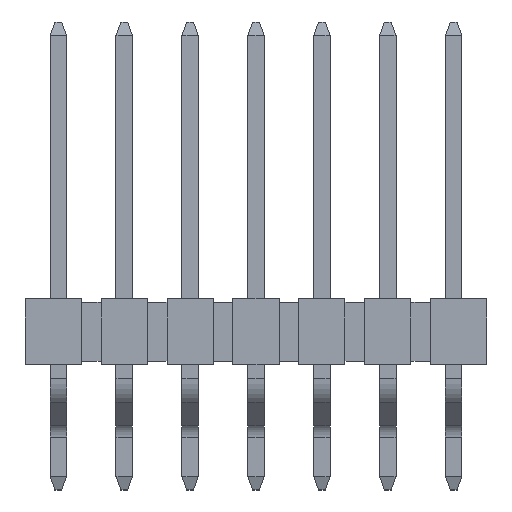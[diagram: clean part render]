
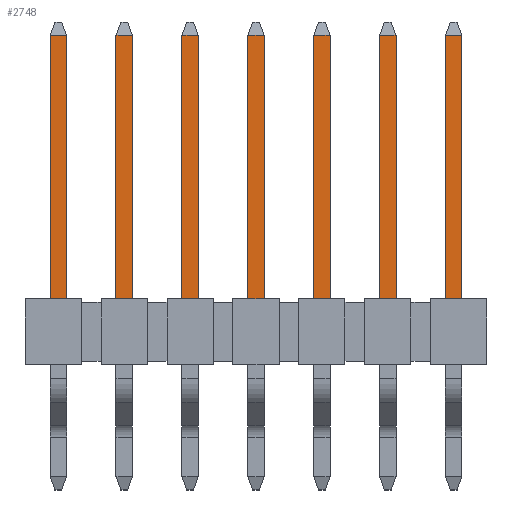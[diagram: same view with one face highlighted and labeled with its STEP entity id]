
A CAD part, top view. The second image highlights one B-rep face of the part: STEP entity #2748.
In plain terms, the highlighted face is planar.
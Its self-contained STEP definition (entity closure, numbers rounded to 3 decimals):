
#2748 = ADVANCED_FACE('',(#2749),#2975,.F.);
#2749 = FACE_BOUND('',#2750,.T.);
#2750 = EDGE_LOOP('',(#2751,#2761,#2769,#2777,#2785,#2793,#2801,#2809,
    #2817,#2825,#2833,#2841,#2849,#2857,#2865,#2873,#2881,#2889,#2897,
    #2905,#2913,#2921,#2929,#2937,#2945,#2953,#2961,#2969));
#2751 = ORIENTED_EDGE('',*,*,#2752,.F.);
#2752 = EDGE_CURVE('',#2753,#2755,#2757,.T.);
#2753 = VERTEX_POINT('',#2754);
#2754 = CARTESIAN_POINT('',(-7.938,6.096,-2.096));
#2755 = VERTEX_POINT('',#2756);
#2756 = CARTESIAN_POINT('',(7.938,6.096,-2.096));
#2757 = LINE('',#2758,#2759);
#2758 = CARTESIAN_POINT('',(7.938,6.096,-2.096));
#2759 = VECTOR('',#2760,1.);
#2760 = DIRECTION('',(1.,0.,0.));
#2761 = ORIENTED_EDGE('',*,*,#2762,.T.);
#2762 = EDGE_CURVE('',#2753,#2763,#2765,.T.);
#2763 = VERTEX_POINT('',#2764);
#2764 = CARTESIAN_POINT('',(-7.938,17.526,-2.096));
#2765 = LINE('',#2766,#2767);
#2766 = CARTESIAN_POINT('',(-7.938,4.282,-2.096));
#2767 = VECTOR('',#2768,1.);
#2768 = DIRECTION('',(0.,1.,0.));
#2769 = ORIENTED_EDGE('',*,*,#2770,.F.);
#2770 = EDGE_CURVE('',#2771,#2763,#2773,.T.);
#2771 = VERTEX_POINT('',#2772);
#2772 = CARTESIAN_POINT('',(-7.303,17.526,-2.096));
#2773 = LINE('',#2774,#2775);
#2774 = CARTESIAN_POINT('',(7.938,17.526,-2.096));
#2775 = VECTOR('',#2776,1.);
#2776 = DIRECTION('',(-1.,0.,0.));
#2777 = ORIENTED_EDGE('',*,*,#2778,.T.);
#2778 = EDGE_CURVE('',#2771,#2779,#2781,.T.);
#2779 = VERTEX_POINT('',#2780);
#2780 = CARTESIAN_POINT('',(-7.303,6.223,-2.096));
#2781 = LINE('',#2782,#2783);
#2782 = CARTESIAN_POINT('',(-7.303,4.282,-2.096));
#2783 = VECTOR('',#2784,1.);
#2784 = DIRECTION('',(0.,-1.,0.));
#2785 = ORIENTED_EDGE('',*,*,#2786,.T.);
#2786 = EDGE_CURVE('',#2779,#2787,#2789,.T.);
#2787 = VERTEX_POINT('',#2788);
#2788 = CARTESIAN_POINT('',(-5.398,6.223,-2.096));
#2789 = LINE('',#2790,#2791);
#2790 = CARTESIAN_POINT('',(7.938,6.223,-2.096));
#2791 = VECTOR('',#2792,1.);
#2792 = DIRECTION('',(1.,0.,0.));
#2793 = ORIENTED_EDGE('',*,*,#2794,.T.);
#2794 = EDGE_CURVE('',#2787,#2795,#2797,.T.);
#2795 = VERTEX_POINT('',#2796);
#2796 = CARTESIAN_POINT('',(-5.398,17.526,-2.096));
#2797 = LINE('',#2798,#2799);
#2798 = CARTESIAN_POINT('',(-5.398,4.282,-2.096));
#2799 = VECTOR('',#2800,1.);
#2800 = DIRECTION('',(0.,1.,0.));
#2801 = ORIENTED_EDGE('',*,*,#2802,.F.);
#2802 = EDGE_CURVE('',#2803,#2795,#2805,.T.);
#2803 = VERTEX_POINT('',#2804);
#2804 = CARTESIAN_POINT('',(-4.763,17.526,-2.096));
#2805 = LINE('',#2806,#2807);
#2806 = CARTESIAN_POINT('',(7.938,17.526,-2.096));
#2807 = VECTOR('',#2808,1.);
#2808 = DIRECTION('',(-1.,0.,0.));
#2809 = ORIENTED_EDGE('',*,*,#2810,.T.);
#2810 = EDGE_CURVE('',#2803,#2811,#2813,.T.);
#2811 = VERTEX_POINT('',#2812);
#2812 = CARTESIAN_POINT('',(-4.763,6.223,-2.096));
#2813 = LINE('',#2814,#2815);
#2814 = CARTESIAN_POINT('',(-4.763,4.282,-2.096));
#2815 = VECTOR('',#2816,1.);
#2816 = DIRECTION('',(0.,-1.,0.));
#2817 = ORIENTED_EDGE('',*,*,#2818,.T.);
#2818 = EDGE_CURVE('',#2811,#2819,#2821,.T.);
#2819 = VERTEX_POINT('',#2820);
#2820 = CARTESIAN_POINT('',(-2.858,6.223,-2.096));
#2821 = LINE('',#2822,#2823);
#2822 = CARTESIAN_POINT('',(7.938,6.223,-2.096));
#2823 = VECTOR('',#2824,1.);
#2824 = DIRECTION('',(1.,0.,0.));
#2825 = ORIENTED_EDGE('',*,*,#2826,.T.);
#2826 = EDGE_CURVE('',#2819,#2827,#2829,.T.);
#2827 = VERTEX_POINT('',#2828);
#2828 = CARTESIAN_POINT('',(-2.858,17.526,-2.096));
#2829 = LINE('',#2830,#2831);
#2830 = CARTESIAN_POINT('',(-2.858,4.282,-2.096));
#2831 = VECTOR('',#2832,1.);
#2832 = DIRECTION('',(0.,1.,0.));
#2833 = ORIENTED_EDGE('',*,*,#2834,.F.);
#2834 = EDGE_CURVE('',#2835,#2827,#2837,.T.);
#2835 = VERTEX_POINT('',#2836);
#2836 = CARTESIAN_POINT('',(-2.223,17.526,-2.096));
#2837 = LINE('',#2838,#2839);
#2838 = CARTESIAN_POINT('',(7.938,17.526,-2.096));
#2839 = VECTOR('',#2840,1.);
#2840 = DIRECTION('',(-1.,0.,0.));
#2841 = ORIENTED_EDGE('',*,*,#2842,.T.);
#2842 = EDGE_CURVE('',#2835,#2843,#2845,.T.);
#2843 = VERTEX_POINT('',#2844);
#2844 = CARTESIAN_POINT('',(-2.223,6.223,-2.096));
#2845 = LINE('',#2846,#2847);
#2846 = CARTESIAN_POINT('',(-2.223,4.282,-2.096));
#2847 = VECTOR('',#2848,1.);
#2848 = DIRECTION('',(0.,-1.,0.));
#2849 = ORIENTED_EDGE('',*,*,#2850,.T.);
#2850 = EDGE_CURVE('',#2843,#2851,#2853,.T.);
#2851 = VERTEX_POINT('',#2852);
#2852 = CARTESIAN_POINT('',(-0.318,6.223,-2.096));
#2853 = LINE('',#2854,#2855);
#2854 = CARTESIAN_POINT('',(7.938,6.223,-2.096));
#2855 = VECTOR('',#2856,1.);
#2856 = DIRECTION('',(1.,0.,0.));
#2857 = ORIENTED_EDGE('',*,*,#2858,.T.);
#2858 = EDGE_CURVE('',#2851,#2859,#2861,.T.);
#2859 = VERTEX_POINT('',#2860);
#2860 = CARTESIAN_POINT('',(-0.318,17.526,-2.096));
#2861 = LINE('',#2862,#2863);
#2862 = CARTESIAN_POINT('',(-0.318,4.282,-2.096));
#2863 = VECTOR('',#2864,1.);
#2864 = DIRECTION('',(0.,1.,0.));
#2865 = ORIENTED_EDGE('',*,*,#2866,.F.);
#2866 = EDGE_CURVE('',#2867,#2859,#2869,.T.);
#2867 = VERTEX_POINT('',#2868);
#2868 = CARTESIAN_POINT('',(0.318,17.526,-2.096));
#2869 = LINE('',#2870,#2871);
#2870 = CARTESIAN_POINT('',(7.938,17.526,-2.096));
#2871 = VECTOR('',#2872,1.);
#2872 = DIRECTION('',(-1.,0.,0.));
#2873 = ORIENTED_EDGE('',*,*,#2874,.T.);
#2874 = EDGE_CURVE('',#2867,#2875,#2877,.T.);
#2875 = VERTEX_POINT('',#2876);
#2876 = CARTESIAN_POINT('',(0.318,6.223,-2.096));
#2877 = LINE('',#2878,#2879);
#2878 = CARTESIAN_POINT('',(0.318,4.282,-2.096));
#2879 = VECTOR('',#2880,1.);
#2880 = DIRECTION('',(0.,-1.,0.));
#2881 = ORIENTED_EDGE('',*,*,#2882,.T.);
#2882 = EDGE_CURVE('',#2875,#2883,#2885,.T.);
#2883 = VERTEX_POINT('',#2884);
#2884 = CARTESIAN_POINT('',(2.223,6.223,-2.096));
#2885 = LINE('',#2886,#2887);
#2886 = CARTESIAN_POINT('',(7.938,6.223,-2.096));
#2887 = VECTOR('',#2888,1.);
#2888 = DIRECTION('',(1.,0.,0.));
#2889 = ORIENTED_EDGE('',*,*,#2890,.T.);
#2890 = EDGE_CURVE('',#2883,#2891,#2893,.T.);
#2891 = VERTEX_POINT('',#2892);
#2892 = CARTESIAN_POINT('',(2.223,17.526,-2.096));
#2893 = LINE('',#2894,#2895);
#2894 = CARTESIAN_POINT('',(2.223,4.282,-2.096));
#2895 = VECTOR('',#2896,1.);
#2896 = DIRECTION('',(0.,1.,0.));
#2897 = ORIENTED_EDGE('',*,*,#2898,.F.);
#2898 = EDGE_CURVE('',#2899,#2891,#2901,.T.);
#2899 = VERTEX_POINT('',#2900);
#2900 = CARTESIAN_POINT('',(2.858,17.526,-2.096));
#2901 = LINE('',#2902,#2903);
#2902 = CARTESIAN_POINT('',(7.938,17.526,-2.096));
#2903 = VECTOR('',#2904,1.);
#2904 = DIRECTION('',(-1.,0.,0.));
#2905 = ORIENTED_EDGE('',*,*,#2906,.T.);
#2906 = EDGE_CURVE('',#2899,#2907,#2909,.T.);
#2907 = VERTEX_POINT('',#2908);
#2908 = CARTESIAN_POINT('',(2.858,6.223,-2.096));
#2909 = LINE('',#2910,#2911);
#2910 = CARTESIAN_POINT('',(2.858,4.282,-2.096));
#2911 = VECTOR('',#2912,1.);
#2912 = DIRECTION('',(0.,-1.,0.));
#2913 = ORIENTED_EDGE('',*,*,#2914,.T.);
#2914 = EDGE_CURVE('',#2907,#2915,#2917,.T.);
#2915 = VERTEX_POINT('',#2916);
#2916 = CARTESIAN_POINT('',(4.763,6.223,-2.096));
#2917 = LINE('',#2918,#2919);
#2918 = CARTESIAN_POINT('',(7.938,6.223,-2.096));
#2919 = VECTOR('',#2920,1.);
#2920 = DIRECTION('',(1.,0.,0.));
#2921 = ORIENTED_EDGE('',*,*,#2922,.T.);
#2922 = EDGE_CURVE('',#2915,#2923,#2925,.T.);
#2923 = VERTEX_POINT('',#2924);
#2924 = CARTESIAN_POINT('',(4.763,17.526,-2.096));
#2925 = LINE('',#2926,#2927);
#2926 = CARTESIAN_POINT('',(4.763,4.282,-2.096));
#2927 = VECTOR('',#2928,1.);
#2928 = DIRECTION('',(0.,1.,0.));
#2929 = ORIENTED_EDGE('',*,*,#2930,.F.);
#2930 = EDGE_CURVE('',#2931,#2923,#2933,.T.);
#2931 = VERTEX_POINT('',#2932);
#2932 = CARTESIAN_POINT('',(5.398,17.526,-2.096));
#2933 = LINE('',#2934,#2935);
#2934 = CARTESIAN_POINT('',(7.938,17.526,-2.096));
#2935 = VECTOR('',#2936,1.);
#2936 = DIRECTION('',(-1.,0.,0.));
#2937 = ORIENTED_EDGE('',*,*,#2938,.T.);
#2938 = EDGE_CURVE('',#2931,#2939,#2941,.T.);
#2939 = VERTEX_POINT('',#2940);
#2940 = CARTESIAN_POINT('',(5.398,6.223,-2.096));
#2941 = LINE('',#2942,#2943);
#2942 = CARTESIAN_POINT('',(5.398,4.282,-2.096));
#2943 = VECTOR('',#2944,1.);
#2944 = DIRECTION('',(0.,-1.,0.));
#2945 = ORIENTED_EDGE('',*,*,#2946,.T.);
#2946 = EDGE_CURVE('',#2939,#2947,#2949,.T.);
#2947 = VERTEX_POINT('',#2948);
#2948 = CARTESIAN_POINT('',(7.303,6.223,-2.096));
#2949 = LINE('',#2950,#2951);
#2950 = CARTESIAN_POINT('',(7.938,6.223,-2.096));
#2951 = VECTOR('',#2952,1.);
#2952 = DIRECTION('',(1.,0.,0.));
#2953 = ORIENTED_EDGE('',*,*,#2954,.T.);
#2954 = EDGE_CURVE('',#2947,#2955,#2957,.T.);
#2955 = VERTEX_POINT('',#2956);
#2956 = CARTESIAN_POINT('',(7.303,17.526,-2.096));
#2957 = LINE('',#2958,#2959);
#2958 = CARTESIAN_POINT('',(7.303,4.282,-2.096));
#2959 = VECTOR('',#2960,1.);
#2960 = DIRECTION('',(0.,1.,0.));
#2961 = ORIENTED_EDGE('',*,*,#2962,.F.);
#2962 = EDGE_CURVE('',#2963,#2955,#2965,.T.);
#2963 = VERTEX_POINT('',#2964);
#2964 = CARTESIAN_POINT('',(7.938,17.526,-2.096));
#2965 = LINE('',#2966,#2967);
#2966 = CARTESIAN_POINT('',(7.938,17.526,-2.096));
#2967 = VECTOR('',#2968,1.);
#2968 = DIRECTION('',(-1.,0.,0.));
#2969 = ORIENTED_EDGE('',*,*,#2970,.F.);
#2970 = EDGE_CURVE('',#2755,#2963,#2971,.T.);
#2971 = LINE('',#2972,#2973);
#2972 = CARTESIAN_POINT('',(7.938,4.282,-2.096));
#2973 = VECTOR('',#2974,1.);
#2974 = DIRECTION('',(0.,1.,0.));
#2975 = PLANE('',#2976);
#2976 = AXIS2_PLACEMENT_3D('',#2977,#2978,#2979);
#2977 = CARTESIAN_POINT('',(7.938,4.282,-2.096));
#2978 = DIRECTION('',(0.,0.,1.));
#2979 = DIRECTION('',(1.,0.,-0.));
